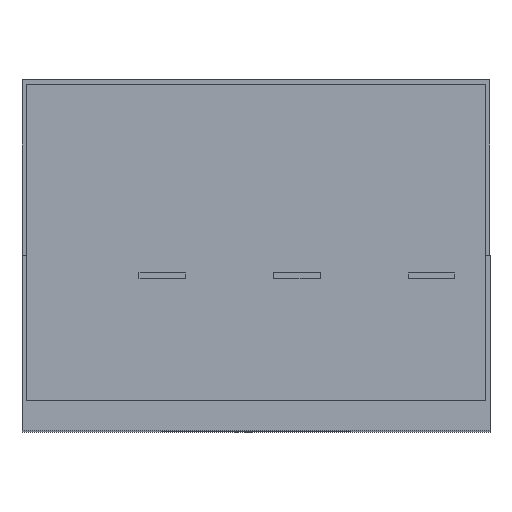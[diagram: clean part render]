
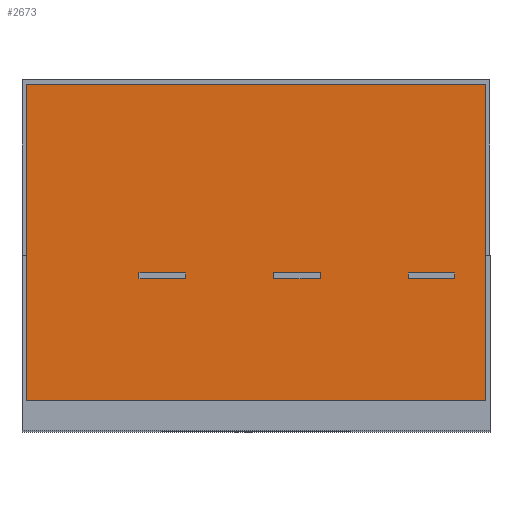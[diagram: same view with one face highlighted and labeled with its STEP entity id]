
A CAD part, top view. The second image highlights one B-rep face of the part: STEP entity #2673.
In plain terms, the highlighted planar face has unit normal (0, 0, 1).
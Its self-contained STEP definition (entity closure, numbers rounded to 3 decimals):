
#1959=CARTESIAN_POINT('POINT5117',(-60.,-170.,268.96));
#1960=VERTEX_POINT('VERTEX5117',#1959);
#1967=CARTESIAN_POINT('POINT5118',(-60.,-165.,268.96));
#1968=VERTEX_POINT('VERTEX5118',#1967);
#1969=CARTESIAN_POINT('POS9015',(-60.,-153.155,268.96));
#1970=DIRECTION('DIR12416',(0.,-1.,0.));
#1971=VECTOR('VEC5614',#1970,25.4);
#1972=LINE('STRAIGHT5614',#1969,#1971);
#1973=EDGE_CURVE('EDGE7738',#1968,#1960,#1972,.T.);
#1995=CARTESIAN_POINT('POINT5119',(-100.,-165.,268.96));
#1996=VERTEX_POINT('VERTEX5119',#1995);
#1997=CARTESIAN_POINT('POS9018',(-40.,-165.,268.96));
#1998=DIRECTION('DIR12420',(1.,0.,0.));
#1999=VECTOR('VEC5616',#1998,25.4);
#2000=LINE('STRAIGHT5616',#1997,#1999);
#2001=EDGE_CURVE('EDGE7740',#1996,#1968,#2000,.T.);
#2019=CARTESIAN_POINT('POINT5120',(-100.,-170.,268.96));
#2020=VERTEX_POINT('VERTEX5120',#2019);
#2021=CARTESIAN_POINT('POS9021',(-100.,-153.155,268.96));
#2022=DIRECTION('DIR12424',(0.,1.,0.));
#2023=VECTOR('VEC5618',#2022,25.4);
#2024=LINE('STRAIGHT5618',#2021,#2023);
#2025=EDGE_CURVE('EDGE7742',#2020,#1996,#2024,.T.);
#2047=CARTESIAN_POINT('POS9024',(-40.,-170.,268.96));
#2048=DIRECTION('DIR12428',(-1.,0.,0.));
#2049=VECTOR('VEC5620',#2048,25.4);
#2050=LINE('STRAIGHT5620',#2047,#2049);
#2051=EDGE_CURVE('EDGE7744',#1960,#2020,#2050,.T.);
#2063=CARTESIAN_POINT('POINT5121',(55.,-170.,268.96));
#2064=VERTEX_POINT('VERTEX5121',#2063);
#2071=CARTESIAN_POINT('POINT5122',(55.,-165.,268.96));
#2072=VERTEX_POINT('VERTEX5122',#2071);
#2073=CARTESIAN_POINT('POS9027',(55.,-153.155,268.96));
#2074=DIRECTION('DIR12432',(0.,-1.,0.));
#2075=VECTOR('VEC5622',#2074,25.4);
#2076=LINE('STRAIGHT5622',#2073,#2075);
#2077=EDGE_CURVE('EDGE7746',#2072,#2064,#2076,.T.);
#2099=CARTESIAN_POINT('POINT5123',(15.,-165.,268.96));
#2100=VERTEX_POINT('VERTEX5123',#2099);
#2101=CARTESIAN_POINT('POS9030',(17.5,-165.,268.96));
#2102=DIRECTION('DIR12436',(1.,0.,0.));
#2103=VECTOR('VEC5624',#2102,25.4);
#2104=LINE('STRAIGHT5624',#2101,#2103);
#2105=EDGE_CURVE('EDGE7748',#2100,#2072,#2104,.T.);
#2123=CARTESIAN_POINT('POINT5124',(15.,-170.,268.96));
#2124=VERTEX_POINT('VERTEX5124',#2123);
#2125=CARTESIAN_POINT('POS9033',(15.,-153.155,268.96));
#2126=DIRECTION('DIR12440',(0.,1.,0.));
#2127=VECTOR('VEC5626',#2126,25.4);
#2128=LINE('STRAIGHT5626',#2125,#2127);
#2129=EDGE_CURVE('EDGE7750',#2124,#2100,#2128,.T.);
#2151=CARTESIAN_POINT('POS9036',(17.5,-170.,268.96));
#2152=DIRECTION('DIR12444',(-1.,0.,0.));
#2153=VECTOR('VEC5628',#2152,25.4);
#2154=LINE('STRAIGHT5628',#2151,#2153);
#2155=EDGE_CURVE('EDGE7752',#2064,#2124,#2154,.T.);
#2167=CARTESIAN_POINT('POINT5125',(170.,-170.,268.96));
#2168=VERTEX_POINT('VERTEX5125',#2167);
#2175=CARTESIAN_POINT('POINT5126',(170.,-165.,268.96));
#2176=VERTEX_POINT('VERTEX5126',#2175);
#2177=CARTESIAN_POINT('POS9039',(170.,-153.155,268.96));
#2178=DIRECTION('DIR12448',(0.,-1.,0.));
#2179=VECTOR('VEC5630',#2178,25.4);
#2180=LINE('STRAIGHT5630',#2177,#2179);
#2181=EDGE_CURVE('EDGE7754',#2176,#2168,#2180,.T.);
#2203=CARTESIAN_POINT('POINT5127',(130.,-165.,268.96));
#2204=VERTEX_POINT('VERTEX5127',#2203);
#2205=CARTESIAN_POINT('POS9042',(75.,-165.,268.96));
#2206=DIRECTION('DIR12452',(1.,0.,0.));
#2207=VECTOR('VEC5632',#2206,25.4);
#2208=LINE('STRAIGHT5632',#2205,#2207);
#2209=EDGE_CURVE('EDGE7756',#2204,#2176,#2208,.T.);
#2227=CARTESIAN_POINT('POINT5128',(130.,-170.,268.96));
#2228=VERTEX_POINT('VERTEX5128',#2227);
#2229=CARTESIAN_POINT('POS9045',(130.,-153.155,268.96));
#2230=DIRECTION('DIR12456',(0.,1.,0.));
#2231=VECTOR('VEC5634',#2230,25.4);
#2232=LINE('STRAIGHT5634',#2229,#2231);
#2233=EDGE_CURVE('EDGE7758',#2228,#2204,#2232,.T.);
#2255=CARTESIAN_POINT('POS9048',(75.,-170.,268.96));
#2256=DIRECTION('DIR12460',(-1.,0.,0.));
#2257=VECTOR('VEC5636',#2256,25.4);
#2258=LINE('STRAIGHT5636',#2255,#2257);
#2259=EDGE_CURVE('EDGE7760',#2168,#2228,#2258,.T.);
#2311=CARTESIAN_POINT('POINT5133',(-196.19,-296.19,268.96
   ));
#2312=VERTEX_POINT('VERTEX5133',#2311);
#2320=CARTESIAN_POINT('POINT5134',(196.19,-296.19,268.96)
   );
#2321=VERTEX_POINT('VERTEX5134',#2320);
#2328=CARTESIAN_POINT('POS9057',(0.,-296.19,268.96));
#2329=DIRECTION('DIR12471',(-1.,0.,0.));
#2330=VECTOR('VEC5643',#2329,25.4);
#2331=LINE('STRAIGHT5643',#2328,#2330);
#2332=EDGE_CURVE('EDGE7767',#2321,#2312,#2331,.T.);
#2625=ORIENTED_EDGE('COEDGE15555',*,*,#2259,.T.);
#2626=ORIENTED_EDGE('COEDGE15556',*,*,#2233,.T.);
#2627=ORIENTED_EDGE('COEDGE15557',*,*,#2209,.T.);
#2628=ORIENTED_EDGE('COEDGE15558',*,*,#2181,.T.);
#2629=EDGE_LOOP('NONE',(#2625,#2626,#2627,#2628));
#2630=FACE_BOUND('LOOP1',#2629,.T.);
#2631=ORIENTED_EDGE('COEDGE15559',*,*,#2155,.T.);
#2632=ORIENTED_EDGE('COEDGE15560',*,*,#2129,.T.);
#2633=ORIENTED_EDGE('COEDGE15561',*,*,#2105,.T.);
#2634=ORIENTED_EDGE('COEDGE15562',*,*,#2077,.T.);
#2635=EDGE_LOOP('NONE',(#2631,#2632,#2633,#2634));
#2636=FACE_BOUND('LOOP1',#2635,.T.);
#2637=ORIENTED_EDGE('COEDGE15563',*,*,#2051,.T.);
#2638=ORIENTED_EDGE('COEDGE15564',*,*,#2025,.T.);
#2639=ORIENTED_EDGE('COEDGE15565',*,*,#2001,.T.);
#2640=ORIENTED_EDGE('COEDGE15566',*,*,#1973,.T.);
#2641=EDGE_LOOP('NONE',(#2637,#2638,#2639,#2640));
#2642=FACE_BOUND('LOOP1',#2641,.T.);
#2643=CARTESIAN_POINT('POINT5157',(196.19,-3.81,
   268.96));
#2644=VERTEX_POINT('VERTEX5157',#2643);
#2645=CARTESIAN_POINT('POS9090',(196.19,-150.,268.96));
#2646=DIRECTION('DIR12513',(0.,-1.,0.));
#2647=VECTOR('VEC5667',#2646,25.4);
#2648=LINE('STRAIGHT5667',#2645,#2647);
#2649=EDGE_CURVE('EDGE7798',#2644,#2321,#2648,.T.);
#2650=ORIENTED_EDGE('COEDGE15567',*,*,#2649,.F.);
#2651=CARTESIAN_POINT('POINT5158',(-196.19,-3.81,
   268.96));
#2652=VERTEX_POINT('VERTEX5158',#2651);
#2653=CARTESIAN_POINT('POS9091',(0.,-3.81,
   268.96));
#2654=DIRECTION('DIR12514',(1.,0.,0.));
#2655=VECTOR('VEC5668',#2654,25.4);
#2656=LINE('STRAIGHT5668',#2653,#2655);
#2657=EDGE_CURVE('EDGE7799',#2652,#2644,#2656,.T.);
#2658=ORIENTED_EDGE('COEDGE15568',*,*,#2657,.F.);
#2659=CARTESIAN_POINT('POS9092',(-196.19,-138.81,268.96))
   ;
#2660=DIRECTION('DIR12515',(0.,1.,0.));
#2661=VECTOR('VEC5669',#2660,25.4);
#2662=LINE('STRAIGHT5669',#2659,#2661);
#2663=EDGE_CURVE('EDGE7800',#2312,#2652,#2662,.T.);
#2664=ORIENTED_EDGE('COEDGE15569',*,*,#2663,.F.);
#2665=ORIENTED_EDGE('COEDGE15570',*,*,#2332,.F.);
#2666=EDGE_LOOP('NONE',(#2650,#2658,#2664,#2665));
#2667=FACE_BOUND('LOOP1',#2666,.T.);
#2668=CARTESIAN_POINT('POS9093',(0.,-138.81,268.96));
#2669=DIRECTION('DIR12516',(0.,0.,1.));
#2670=DIRECTION('DIR12517',(1.,0.,0.));
#2671=AXIS2_PLACEMENT_3D('AXIS3424',#2668,#2669,#2670);
#2672=PLANE('PLANE2025',#2671);
#2673=ADVANCED_FACE('FACE3063',(#2630,#2636,#2642,#2667),#2672,.T.);
